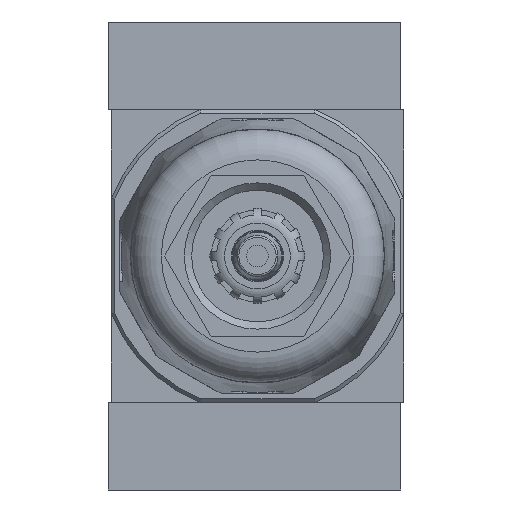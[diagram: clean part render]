
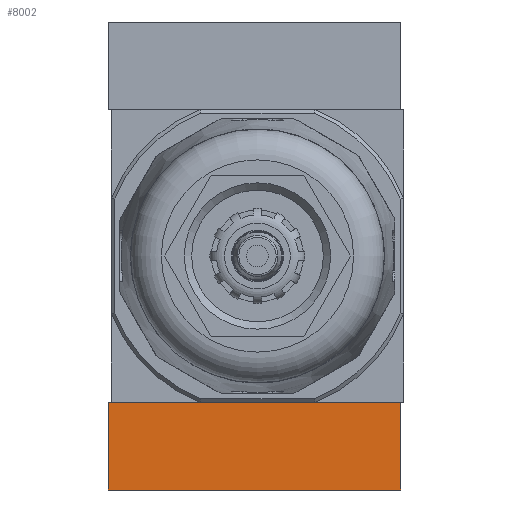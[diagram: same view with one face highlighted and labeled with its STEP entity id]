
A CAD part, front view. The second image highlights one B-rep face of the part: STEP entity #8002.
In plain terms, the highlighted face is planar.
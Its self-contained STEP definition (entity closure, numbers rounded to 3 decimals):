
#424=LINE('',#12510,#850);
#429=LINE('',#12524,#855);
#431=LINE('',#12528,#857);
#432=LINE('',#12529,#858);
#850=VECTOR('',#9892,1000.);
#855=VECTOR('',#9905,1000.);
#857=VECTOR('',#9909,1000.);
#858=VECTOR('',#9910,1000.);
#1164=PLANE('',#8587);
#2436=ORIENTED_EDGE('',*,*,#3809,.T.);
#2437=ORIENTED_EDGE('',*,*,#3800,.F.);
#2438=ORIENTED_EDGE('',*,*,#3810,.F.);
#2439=ORIENTED_EDGE('',*,*,#3807,.T.);
#3800=EDGE_CURVE('',#4574,#4571,#424,.T.);
#3807=EDGE_CURVE('',#4580,#4579,#429,.T.);
#3809=EDGE_CURVE('',#4579,#4571,#431,.T.);
#3810=EDGE_CURVE('',#4580,#4574,#432,.T.);
#4571=VERTEX_POINT('',#12504);
#4574=VERTEX_POINT('',#12509);
#4579=VERTEX_POINT('',#12523);
#4580=VERTEX_POINT('',#12525);
#5472=EDGE_LOOP('',(#2436,#2437,#2438,#2439));
#6020=FACE_BOUND('',#5472,.T.);
#8002=ADVANCED_FACE('',(#6020),#1164,.F.);
#8587=AXIS2_PLACEMENT_3D('',#12527,#9907,#9908);
#9892=DIRECTION('',(0.,0.,-1.));
#9905=DIRECTION('',(0.,0.,-1.));
#9907=DIRECTION('',(0.,-1.,0.));
#9908=DIRECTION('',(0.,0.,-1.));
#9909=DIRECTION('',(-1.,0.,0.));
#9910=DIRECTION('',(-1.,0.,0.));
#12504=CARTESIAN_POINT('',(-20.,10.,-6.));
#12509=CARTESIAN_POINT('',(-20.,10.,6.));
#12510=CARTESIAN_POINT('',(-20.,10.,6.));
#12523=CARTESIAN_POINT('',(20.,10.,-6.));
#12524=CARTESIAN_POINT('',(20.,10.,6.));
#12525=CARTESIAN_POINT('',(20.,10.,6.));
#12527=CARTESIAN_POINT('',(20.,10.,6.));
#12528=CARTESIAN_POINT('',(20.,10.,-6.));
#12529=CARTESIAN_POINT('',(20.,10.,6.));
